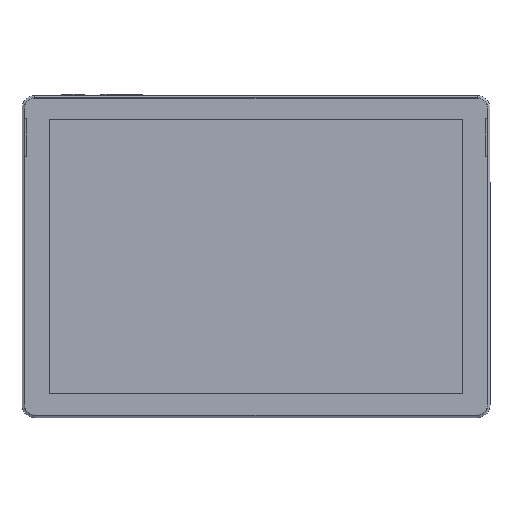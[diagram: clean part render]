
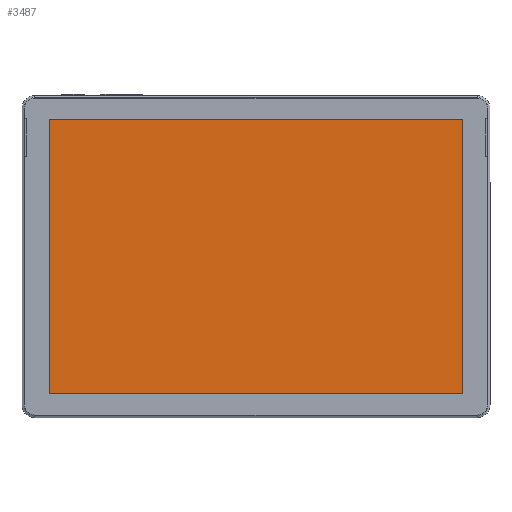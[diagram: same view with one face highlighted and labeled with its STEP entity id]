
A CAD part, top view. The second image highlights one B-rep face of the part: STEP entity #3487.
In plain terms, the highlighted planar face has unit normal (0, 0, 1).
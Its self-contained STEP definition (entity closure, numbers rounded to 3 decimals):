
#343 = DIRECTION ( 'NONE',  ( -1., 0., 0. ) ) ;
#1314 = CARTESIAN_POINT ( 'NONE',  ( -128.822, 0., 8. ) ) ;
#1712 = CARTESIAN_POINT ( 'NONE',  ( 0., 0., 8. ) ) ;
#2038 = CARTESIAN_POINT ( 'NONE',  ( 128.822, 85.5, 8. ) ) ;
#2184 = LINE ( 'NONE', #1314, #11228 ) ;
#2425 = ORIENTED_EDGE ( 'NONE', *, *, #10715, .T. ) ;
#2543 = CARTESIAN_POINT ( 'NONE',  ( -128.822, 85.5, 8. ) ) ;
#2635 = EDGE_CURVE ( 'NONE', #7868, #2809, #2184, .T. ) ;
#2809 = VERTEX_POINT ( 'NONE', #7815 ) ;
#3309 = DIRECTION ( 'NONE',  ( 1., 0., 0. ) ) ;
#3487 = ADVANCED_FACE ( 'NONE', ( #4970 ), #8630, .F. ) ;
#4136 = VERTEX_POINT ( 'NONE', #8820 ) ;
#4317 = CARTESIAN_POINT ( 'NONE',  ( 128.822, 0., 8. ) ) ;
#4341 = CARTESIAN_POINT ( 'NONE',  ( 0., -85.5, 8. ) ) ;
#4500 = DIRECTION ( 'NONE',  ( 0., 0., -1. ) ) ;
#4786 = EDGE_LOOP ( 'NONE', ( #4905, #2425, #10468, #6830 ) ) ;
#4905 = ORIENTED_EDGE ( 'NONE', *, *, #11540, .T. ) ;
#4970 = FACE_OUTER_BOUND ( 'NONE', #4786, .T. ) ;
#6830 = ORIENTED_EDGE ( 'NONE', *, *, #6887, .T. ) ;
#6887 = EDGE_CURVE ( 'NONE', #2809, #4136, #9978, .T. ) ;
#7815 = CARTESIAN_POINT ( 'NONE',  ( -128.822, -85.5, 8. ) ) ;
#7868 = VERTEX_POINT ( 'NONE', #2543 ) ;
#8160 = DIRECTION ( 'NONE',  ( -1., 0., 0. ) ) ;
#8287 = VECTOR ( 'NONE', #343, 1000. ) ;
#8630 = PLANE ( 'NONE',  #11032 ) ;
#8820 = CARTESIAN_POINT ( 'NONE',  ( 128.822, -85.5, 8. ) ) ;
#8880 = VECTOR ( 'NONE', #10704, 1000. ) ;
#9226 = VERTEX_POINT ( 'NONE', #2038 ) ;
#9978 = LINE ( 'NONE', #4341, #11179 ) ;
#10435 = DIRECTION ( 'NONE',  ( 0., -1., 0. ) ) ;
#10468 = ORIENTED_EDGE ( 'NONE', *, *, #2635, .T. ) ;
#10704 = DIRECTION ( 'NONE',  ( 0., 1., 0. ) ) ;
#10715 = EDGE_CURVE ( 'NONE', #9226, #7868, #11357, .T. ) ;
#10817 = LINE ( 'NONE', #4317, #8880 ) ;
#11032 = AXIS2_PLACEMENT_3D ( 'NONE', #1712, #4500, #8160 ) ;
#11179 = VECTOR ( 'NONE', #3309, 1000. ) ;
#11228 = VECTOR ( 'NONE', #10435, 1000. ) ;
#11241 = CARTESIAN_POINT ( 'NONE',  ( 0., 85.5, 8. ) ) ;
#11357 = LINE ( 'NONE', #11241, #8287 ) ;
#11540 = EDGE_CURVE ( 'NONE', #4136, #9226, #10817, .T. ) ;
